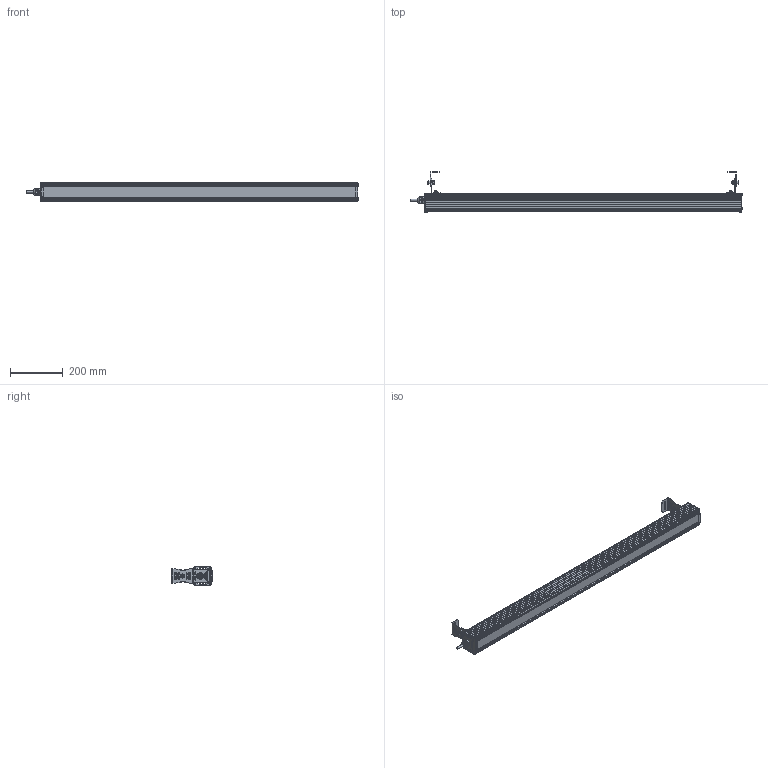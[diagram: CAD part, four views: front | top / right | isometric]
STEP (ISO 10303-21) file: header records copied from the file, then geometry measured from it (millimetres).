
FILE_DESCRIPTION(('STEP AP203'), '1');
FILE_NAME('001.0065.01.800 - ﾃﾑﾏ ﾔ珞ⅱ頸 80', '2023-09-25T10:31:10', ('ﾄ褊頌'), (''), 'C3D Converter', 'C3D Toolkit', '');
FILE_SCHEMA(('CONFIG_CONTROL_DESIGN'));
Length unit declared in the file: millimetre
Products named in the file (37): 001.0065.01.800 СБ; 001.0065.01.000
Assembly tree (292 placements, depth 3):
  001.0065.01.800 СБ
    001.0065.01.000  x2
      (unnamed)
      (unnamed)
      (unnamed)
      (unnamed)
      (unnamed)
      (unnamed)
      (unnamed)
      (unnamed)
      (unnamed)
    (unnamed)
    (unnamed)
    (unnamed)  x4
    (unnamed)  x4
    (unnamed)
    (unnamed)
    (unnamed)
    (unnamed)
    (unnamed)
      (unnamed)
    (unnamed)  x16
    (unnamed)  x4
    (unnamed)  x4
    (unnamed)  x4
    (unnamed)  x4
    (unnamed)  x4
    (unnamed)  x48
    (unnamed)  x48
    (unnamed)  x16
    (unnamed)  x4
    (unnamed)  x4
    (unnamed)  x4
    (unnamed)  x4
    (unnamed)  x4
    (unnamed)  x48
    (unnamed)  x48
Bounding box: 1257 x 152.18 x 75.06 mm (x, y, z)
Volume: 1572589.4 mm3; surface area: 1475535.8 mm2
Topology: 300 solids, 300 shells, 4102 faces, 10475 edges, 7023 vertices
Faces by surface type: plane 2851, cylinder 997, cone 166, bspline 45, sphere 32, torus 11
Full cylindrical faces by diameter (mm): 1 x32, 1.522 x32, 3.2 x32, 3.5 x32, 4 x8, 6 x4, 6.375 x2, 8 x12, 8.5 x8, 12 x3, 12.5 x1, 13.333 x2, 16 x5, 18.5 x3, 20 x1, 23.5 x1
Entity records: 101879 total; most frequent: CARTESIAN_POINT 40545, ORIENTED_EDGE 9618, DIRECTION 9206, EDGE_CURVE 4809, VERTEX_POINT 3279, AXIS2_PLACEMENT_3D 3201, LINE 2804, VECTOR 2804
